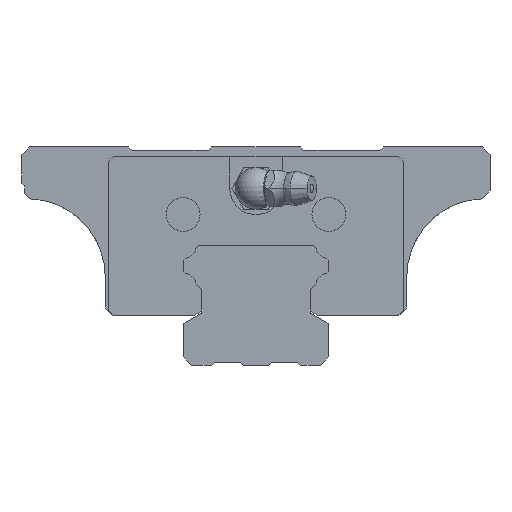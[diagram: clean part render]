
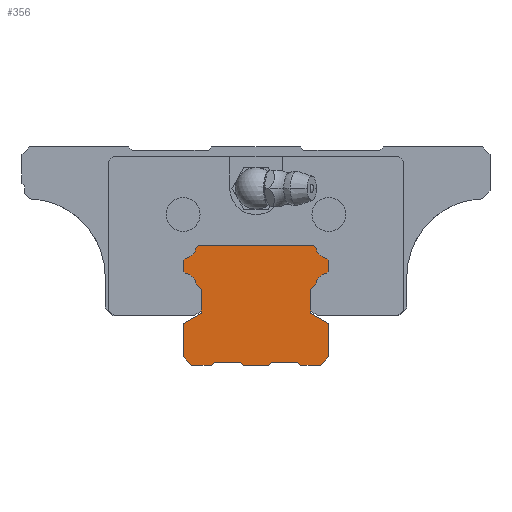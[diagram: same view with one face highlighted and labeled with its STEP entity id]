
A CAD part, front view. The second image highlights one B-rep face of the part: STEP entity #356.
In plain terms, the highlighted planar face has unit normal (0, -1, 0).
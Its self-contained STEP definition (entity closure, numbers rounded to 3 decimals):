
#356=ADVANCED_FACE('',(#770),#771,.T.);
#770=FACE_OUTER_BOUND('',#1282,.T.);
#771=PLANE('',#1283);
#1282=EDGE_LOOP('',(#2839,#2840,#2841,#2842,#2843,#2844,#2845,#2846,#2847,#2848,#2849,#2850,#2851,#2852,#2853,#2854,#2855,#2856,#2857,#2858,#2859,#2860,#2861,#2862,#2863,#2864,#2865,#2866,#2867,#2868,#2869,#2870));
#1283=AXIS2_PLACEMENT_3D('',#2871,#2872,#2873);
#2839=ORIENTED_EDGE('',*,*,#3563,.T.);
#2840=ORIENTED_EDGE('',*,*,#3648,.T.);
#2841=ORIENTED_EDGE('',*,*,#3609,.F.);
#2842=ORIENTED_EDGE('',*,*,#3642,.T.);
#2843=ORIENTED_EDGE('',*,*,#3649,.T.);
#2844=ORIENTED_EDGE('',*,*,#3622,.T.);
#2845=ORIENTED_EDGE('',*,*,#3596,.F.);
#2846=ORIENTED_EDGE('',*,*,#3650,.T.);
#2847=ORIENTED_EDGE('',*,*,#3651,.F.);
#2848=ORIENTED_EDGE('',*,*,#3652,.T.);
#2849=ORIENTED_EDGE('',*,*,#3653,.T.);
#2850=ORIENTED_EDGE('',*,*,#3654,.F.);
#2851=ORIENTED_EDGE('',*,*,#3627,.T.);
#2852=ORIENTED_EDGE('',*,*,#3631,.T.);
#2853=ORIENTED_EDGE('',*,*,#3655,.F.);
#2854=ORIENTED_EDGE('',*,*,#3600,.F.);
#2855=ORIENTED_EDGE('',*,*,#3586,.T.);
#2856=ORIENTED_EDGE('',*,*,#3656,.F.);
#2857=ORIENTED_EDGE('',*,*,#3657,.F.);
#2858=ORIENTED_EDGE('',*,*,#3558,.F.);
#2859=ORIENTED_EDGE('',*,*,#3551,.F.);
#2860=ORIENTED_EDGE('',*,*,#3555,.T.);
#2861=ORIENTED_EDGE('',*,*,#3613,.T.);
#2862=ORIENTED_EDGE('',*,*,#3645,.F.);
#2863=ORIENTED_EDGE('',*,*,#3658,.T.);
#2864=ORIENTED_EDGE('',*,*,#3569,.F.);
#2865=ORIENTED_EDGE('',*,*,#3583,.F.);
#2866=ORIENTED_EDGE('',*,*,#3659,.F.);
#2867=ORIENTED_EDGE('',*,*,#3660,.F.);
#2868=ORIENTED_EDGE('',*,*,#3618,.F.);
#2869=ORIENTED_EDGE('',*,*,#3637,.T.);
#2870=ORIENTED_EDGE('',*,*,#3591,.F.);
#2871=CARTESIAN_POINT('',(-14.067,-140.0,23.067));
#2872=DIRECTION('',(0.0,-1.0,0.0));
#2873=DIRECTION('',(0.0,0.0,-1.0));
#3551=EDGE_CURVE('',#4423,#4424,#4425,.T.);
#3555=EDGE_CURVE('',#4423,#4431,#4432,.T.);
#3558=EDGE_CURVE('',#4424,#4436,#4437,.T.);
#3563=EDGE_CURVE('',#4446,#4444,#4447,.T.);
#3569=EDGE_CURVE('',#4457,#4458,#4459,.T.);
#3583=EDGE_CURVE('',#4479,#4457,#4480,.T.);
#3586=EDGE_CURVE('',#4484,#4485,#4486,.T.);
#3591=EDGE_CURVE('',#4446,#4493,#4494,.T.);
#3596=EDGE_CURVE('',#4500,#4501,#4502,.T.);
#3600=EDGE_CURVE('',#4484,#4508,#4509,.T.);
#3609=EDGE_CURVE('',#4523,#4524,#4525,.T.);
#3613=EDGE_CURVE('',#4431,#4531,#4532,.T.);
#3618=EDGE_CURVE('',#4538,#4539,#4540,.T.);
#3622=EDGE_CURVE('',#4546,#4501,#4547,.T.);
#3627=EDGE_CURVE('',#4553,#4554,#4555,.T.);
#3631=EDGE_CURVE('',#4554,#4561,#4562,.T.);
#3637=EDGE_CURVE('',#4538,#4493,#4571,.T.);
#3642=EDGE_CURVE('',#4523,#4578,#4579,.T.);
#3645=EDGE_CURVE('',#4583,#4531,#4584,.T.);
#3648=EDGE_CURVE('',#4444,#4524,#4588,.T.);
#3649=EDGE_CURVE('',#4578,#4546,#4589,.T.);
#3650=EDGE_CURVE('',#4500,#4590,#4591,.T.);
#3651=EDGE_CURVE('',#4592,#4590,#4593,.T.);
#3652=EDGE_CURVE('',#4592,#4594,#4595,.T.);
#3653=EDGE_CURVE('',#4594,#4596,#4597,.T.);
#3654=EDGE_CURVE('',#4553,#4596,#4598,.T.);
#3655=EDGE_CURVE('',#4508,#4561,#4599,.T.);
#3656=EDGE_CURVE('',#4600,#4485,#4601,.T.);
#3657=EDGE_CURVE('',#4436,#4600,#4602,.T.);
#3658=EDGE_CURVE('',#4583,#4458,#4603,.T.);
#3659=EDGE_CURVE('',#4604,#4479,#4605,.T.);
#3660=EDGE_CURVE('',#4539,#4604,#4606,.T.);
#4423=VERTEX_POINT('',#5845);
#4424=VERTEX_POINT('',#5846);
#4425=LINE('',#5847,#5848);
#4431=VERTEX_POINT('',#5857);
#4432=LINE('',#5858,#5859);
#4436=VERTEX_POINT('',#5865);
#4437=CIRCLE('',#5866,2.6);
#4444=VERTEX_POINT('',#5875);
#4446=VERTEX_POINT('',#5878);
#4447=LINE('',#5879,#5880);
#4457=VERTEX_POINT('',#5894);
#4458=VERTEX_POINT('',#5895);
#4459=LINE('',#5896,#5897);
#4479=VERTEX_POINT('',#5920);
#4480=LINE('',#5921,#5922);
#4484=VERTEX_POINT('',#5928);
#4485=VERTEX_POINT('',#5929);
#4486=LINE('',#5930,#5931);
#4493=VERTEX_POINT('',#5941);
#4494=CIRCLE('',#5942,2.6);
#4500=VERTEX_POINT('',#5951);
#4501=VERTEX_POINT('',#5952);
#4502=LINE('',#5953,#5954);
#4508=VERTEX_POINT('',#5963);
#4509=LINE('',#5964,#5965);
#4523=VERTEX_POINT('',#5985);
#4524=VERTEX_POINT('',#5986);
#4525=LINE('',#5987,#5988);
#4531=VERTEX_POINT('',#5997);
#4532=LINE('',#5998,#5999);
#4538=VERTEX_POINT('',#6009);
#4539=VERTEX_POINT('',#6010);
#4540=LINE('',#6011,#6012);
#4546=VERTEX_POINT('',#6021);
#4547=LINE('',#6022,#6023);
#4553=VERTEX_POINT('',#6031);
#4554=VERTEX_POINT('',#6032);
#4555=LINE('',#6033,#6034);
#4561=VERTEX_POINT('',#6043);
#4562=LINE('',#6044,#6045);
#4571=LINE('',#6058,#6059);
#4578=VERTEX_POINT('',#6069);
#4579=LINE('',#6070,#6071);
#4583=VERTEX_POINT('',#6077);
#4584=CIRCLE('',#6078,2.6);
#4588=LINE('',#6083,#6084);
#4589=LINE('',#6085,#6086);
#4590=VERTEX_POINT('',#6087);
#4591=LINE('',#6088,#6089);
#4592=VERTEX_POINT('',#6090);
#4593=LINE('',#6091,#6092);
#4594=VERTEX_POINT('',#6093);
#4595=LINE('',#6094,#6095);
#4596=VERTEX_POINT('',#6096);
#4597=LINE('',#6097,#6098);
#4598=LINE('',#6099,#6100);
#4599=LINE('',#6101,#6102);
#4600=VERTEX_POINT('',#6103);
#4601=LINE('',#6104,#6105);
#4602=LINE('',#6106,#6107);
#4603=LINE('',#6108,#6109);
#4604=VERTEX_POINT('',#6110);
#4605=CIRCLE('',#6111,2.6);
#4606=LINE('',#6112,#6113);
#5845=CARTESIAN_POINT('',(13.93,-140.0,18.031));
#5846=CARTESIAN_POINT('',(13.588,-140.0,17.688));
#5847=CARTESIAN_POINT('',(13.93,-140.0,18.031));
#5848=VECTOR('',#6830,1000.0);
#5857=CARTESIAN_POINT('',(13.93,-140.0,20.169));
#5858=CARTESIAN_POINT('',(13.93,-140.0,18.031));
#5859=VECTOR('',#6834,1000.0);
#5865=CARTESIAN_POINT('',(11.512,-140.0,15.612));
#5866=AXIS2_PLACEMENT_3D('',#6837,#6838,#6839);
#5875=CARTESIAN_POINT('',(-10.5,-140.0,14.601));
#5878=CARTESIAN_POINT('',(-11.512,-140.0,15.612));
#5879=CARTESIAN_POINT('',(-11.512,-140.0,15.612));
#5880=VECTOR('',#6846,1000.0);
#5894=CARTESIAN_POINT('',(-11.099,-140.0,23.0));
#5895=CARTESIAN_POINT('',(11.099,-140.0,23.0));
#5896=CARTESIAN_POINT('',(-14.067,-140.0,23.0));
#5897=VECTOR('',#6854,1000.0);
#5920=CARTESIAN_POINT('',(-11.512,-140.0,22.588));
#5921=CARTESIAN_POINT('',(-11.512,-140.0,22.588));
#5922=VECTOR('',#6888,1000.0);
#5928=CARTESIAN_POINT('',(14.0,-140.0,8.0));
#5929=CARTESIAN_POINT('',(10.5,-140.0,10.021));
#5930=CARTESIAN_POINT('',(14.0,-140.0,8.0));
#5931=VECTOR('',#6891,1000.0);
#5941=CARTESIAN_POINT('',(-13.588,-140.0,17.688));
#5942=AXIS2_PLACEMENT_3D('',#6898,#6899,#6900);
#5951=CARTESIAN_POINT('',(-8.0,-140.0,0.6));
#5952=CARTESIAN_POINT('',(-8.6,-140.0,0.0));
#5953=CARTESIAN_POINT('',(-8.0,-140.0,0.6));
#5954=VECTOR('',#6907,1000.0);
#5963=CARTESIAN_POINT('',(14.0,-140.0,1.6));
#5964=CARTESIAN_POINT('',(14.0,-140.0,8.0));
#5965=VECTOR('',#6911,1000.0);
#5985=CARTESIAN_POINT('',(-14.0,-140.0,8.0));
#5986=CARTESIAN_POINT('',(-10.5,-140.0,10.021));
#5987=CARTESIAN_POINT('',(-14.0,-140.0,8.0));
#5988=VECTOR('',#6924,1000.0);
#5997=CARTESIAN_POINT('',(13.588,-140.0,20.512));
#5998=CARTESIAN_POINT('',(13.93,-140.0,20.169));
#5999=VECTOR('',#6928,1000.0);
#6009=CARTESIAN_POINT('',(-13.93,-140.0,18.031));
#6010=CARTESIAN_POINT('',(-13.93,-140.0,20.169));
#6011=CARTESIAN_POINT('',(-13.93,-140.0,18.031));
#6012=VECTOR('',#6933,1000.0);
#6021=CARTESIAN_POINT('',(-12.4,-140.0,0.0));
#6022=CARTESIAN_POINT('',(-12.4,-140.0,0.0));
#6023=VECTOR('',#6937,1000.0);
#6031=CARTESIAN_POINT('',(8.0,-140.0,0.6));
#6032=CARTESIAN_POINT('',(8.6,-140.0,0.0));
#6033=CARTESIAN_POINT('',(8.0,-140.0,0.6));
#6034=VECTOR('',#6946,1000.0);
#6043=CARTESIAN_POINT('',(12.4,-140.0,0.0));
#6044=CARTESIAN_POINT('',(8.6,-140.0,0.0));
#6045=VECTOR('',#6950,1000.0);
#6058=CARTESIAN_POINT('',(-13.93,-140.0,18.031));
#6059=VECTOR('',#6958,1000.0);
#6069=CARTESIAN_POINT('',(-14.0,-140.0,1.6));
#6070=CARTESIAN_POINT('',(-14.0,-140.0,8.0));
#6071=VECTOR('',#6965,1000.0);
#6077=CARTESIAN_POINT('',(11.512,-140.0,22.588));
#6078=AXIS2_PLACEMENT_3D('',#6968,#6969,#6970);
#6083=CARTESIAN_POINT('',(-10.5,-140.0,10.367));
#6084=VECTOR('',#6975,1000.0);
#6085=CARTESIAN_POINT('',(-14.0,-140.0,1.6));
#6086=VECTOR('',#6976,1000.0);
#6087=CARTESIAN_POINT('',(-3.0,-140.0,0.6));
#6088=CARTESIAN_POINT('',(-8.0,-140.0,0.6));
#6089=VECTOR('',#6977,1000.0);
#6090=CARTESIAN_POINT('',(-2.4,-140.0,0.0));
#6091=CARTESIAN_POINT('',(-2.4,-140.0,0.0));
#6092=VECTOR('',#6978,1000.0);
#6093=CARTESIAN_POINT('',(2.4,-140.0,0.0));
#6094=CARTESIAN_POINT('',(-2.4,-140.0,0.0));
#6095=VECTOR('',#6979,1000.0);
#6096=CARTESIAN_POINT('',(3.0,-140.0,0.6));
#6097=CARTESIAN_POINT('',(2.4,-140.0,0.0));
#6098=VECTOR('',#6980,1000.0);
#6099=CARTESIAN_POINT('',(8.0,-140.0,0.6));
#6100=VECTOR('',#6981,1000.0);
#6101=CARTESIAN_POINT('',(14.0,-140.0,1.6));
#6102=VECTOR('',#6982,1000.0);
#6103=CARTESIAN_POINT('',(10.5,-140.0,14.601));
#6104=CARTESIAN_POINT('',(10.5,-140.0,10.367));
#6105=VECTOR('',#6983,1000.0);
#6106=CARTESIAN_POINT('',(11.512,-140.0,15.612));
#6107=VECTOR('',#6984,1000.0);
#6108=CARTESIAN_POINT('',(11.512,-140.0,22.588));
#6109=VECTOR('',#6985,1000.0);
#6110=CARTESIAN_POINT('',(-13.588,-140.0,20.512));
#6111=AXIS2_PLACEMENT_3D('',#6986,#6987,#6988);
#6112=CARTESIAN_POINT('',(-13.93,-140.0,20.169));
#6113=VECTOR('',#6989,1000.0);
#6830=DIRECTION('',(-0.707,0.0,-0.707));
#6834=DIRECTION('',(0.0,0.0,1.0));
#6837=CARTESIAN_POINT('',(14.067,-140.0,15.133));
#6838=DIRECTION('',(0.0,-1.0,0.0));
#6839=DIRECTION('',(1.0,0.0,0.0));
#6846=DIRECTION('',(0.707,0.0,-0.707));
#6854=DIRECTION('',(1.0,0.0,0.0));
#6888=DIRECTION('',(0.707,0.0,0.707));
#6891=DIRECTION('',(-0.866,0.0,0.5));
#6898=CARTESIAN_POINT('',(-14.067,-140.0,15.133));
#6899=DIRECTION('',(0.0,-1.0,0.0));
#6900=DIRECTION('',(1.0,0.0,0.0));
#6907=DIRECTION('',(-0.707,0.0,-0.707));
#6911=DIRECTION('',(0.0,0.0,-1.0));
#6924=DIRECTION('',(0.866,0.0,0.5));
#6928=DIRECTION('',(-0.707,0.0,0.707));
#6933=DIRECTION('',(0.0,0.0,1.0));
#6937=DIRECTION('',(1.0,0.0,0.0));
#6946=DIRECTION('',(0.707,0.0,-0.707));
#6950=DIRECTION('',(1.0,0.0,0.0));
#6958=DIRECTION('',(0.707,0.0,-0.707));
#6965=DIRECTION('',(0.0,0.0,-1.0));
#6968=CARTESIAN_POINT('',(14.067,-140.0,23.067));
#6969=DIRECTION('',(0.0,-1.0,0.0));
#6970=DIRECTION('',(1.0,0.0,0.0));
#6975=DIRECTION('',(0.0,0.0,-1.0));
#6976=DIRECTION('',(0.707,0.0,-0.707));
#6977=DIRECTION('',(1.0,0.0,0.0));
#6978=DIRECTION('',(-0.707,0.0,0.707));
#6979=DIRECTION('',(1.0,0.0,0.0));
#6980=DIRECTION('',(0.707,0.0,0.707));
#6981=DIRECTION('',(-1.0,0.0,0.0));
#6982=DIRECTION('',(-0.707,0.0,-0.707));
#6983=DIRECTION('',(0.0,0.0,-1.0));
#6984=DIRECTION('',(-0.707,0.0,-0.707));
#6985=DIRECTION('',(-0.707,0.0,0.707));
#6986=CARTESIAN_POINT('',(-14.067,-140.0,23.067));
#6987=DIRECTION('',(0.0,-1.0,0.0));
#6988=DIRECTION('',(1.0,0.0,0.0));
#6989=DIRECTION('',(0.707,0.0,0.707));
